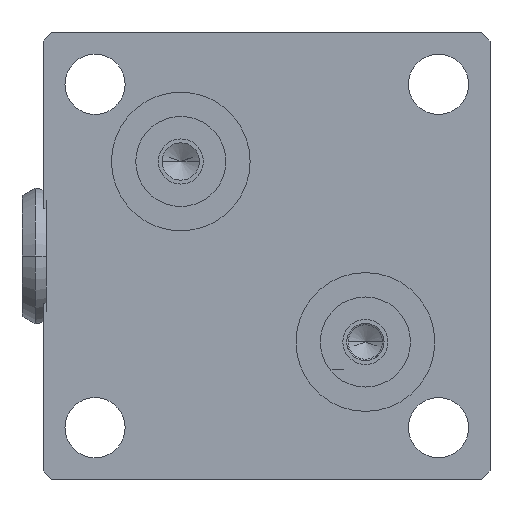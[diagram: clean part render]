
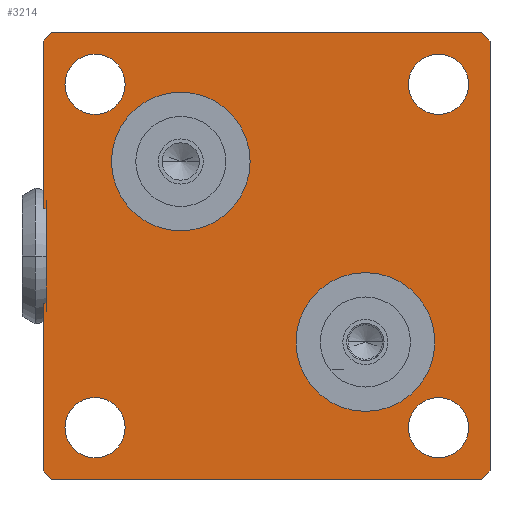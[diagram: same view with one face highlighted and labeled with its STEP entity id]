
A CAD part, front view. The second image highlights one B-rep face of the part: STEP entity #3214.
In plain terms, the highlighted planar face has unit normal (0, -1, 0).
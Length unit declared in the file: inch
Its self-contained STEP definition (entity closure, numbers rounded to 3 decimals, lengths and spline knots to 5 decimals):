
#69=DIRECTION('',(1.,0.,0.));
#70=VECTOR('',#69,1.565);
#71=CARTESIAN_POINT('',(-0.7825,-0.656,-0.8125));
#72=LINE('',#71,#70);
#119=DIRECTION('',(0.,0.,-1.));
#120=VECTOR('',#119,0.61115);
#121=CARTESIAN_POINT('',(-0.8125,-0.656,-0.17135));
#122=LINE('',#121,#120);
#167=DIRECTION('',(0.,0.,-1.));
#168=VECTOR('',#167,0.61015);
#169=CARTESIAN_POINT('',(-0.8125,-0.656,0.7825));
#170=LINE('',#169,#168);
#181=CARTESIAN_POINT('',(-0.625,-0.656,-0.625));
#182=DIRECTION('',(0.,1.,0.));
#183=DIRECTION('',(1.,0.,0.));
#184=AXIS2_PLACEMENT_3D('',#181,#182,#183);
#186=CARTESIAN_POINT('',(-0.625,-0.656,-0.625));
#187=DIRECTION('',(0.,1.,0.));
#188=DIRECTION('',(-1.,0.,0.));
#189=AXIS2_PLACEMENT_3D('',#186,#187,#188);
#191=CARTESIAN_POINT('',(-0.625,-0.656,0.625));
#192=DIRECTION('',(0.,1.,0.));
#193=DIRECTION('',(1.,0.,0.));
#194=AXIS2_PLACEMENT_3D('',#191,#192,#193);
#196=CARTESIAN_POINT('',(-0.625,-0.656,0.625));
#197=DIRECTION('',(0.,1.,0.));
#198=DIRECTION('',(-1.,0.,0.));
#199=AXIS2_PLACEMENT_3D('',#196,#197,#198);
#201=CARTESIAN_POINT('',(0.625,-0.656,0.625));
#202=DIRECTION('',(0.,1.,0.));
#203=DIRECTION('',(1.,0.,0.));
#204=AXIS2_PLACEMENT_3D('',#201,#202,#203);
#206=CARTESIAN_POINT('',(0.625,-0.656,0.625));
#207=DIRECTION('',(0.,1.,0.));
#208=DIRECTION('',(-1.,0.,0.));
#209=AXIS2_PLACEMENT_3D('',#206,#207,#208);
#211=CARTESIAN_POINT('',(0.625,-0.656,-0.625));
#212=DIRECTION('',(0.,1.,0.));
#213=DIRECTION('',(1.,0.,0.));
#214=AXIS2_PLACEMENT_3D('',#211,#212,#213);
#216=CARTESIAN_POINT('',(0.625,-0.656,-0.625));
#217=DIRECTION('',(0.,1.,0.));
#218=DIRECTION('',(-1.,0.,0.));
#219=AXIS2_PLACEMENT_3D('',#216,#217,#218);
#221=DIRECTION('',(0.,0.,-1.));
#222=VECTOR('',#221,0.34369);
#223=CARTESIAN_POINT('',(-0.8025,-0.656,0.17235));
#224=LINE('',#223,#222);
#225=DIRECTION('',(-1.,0.,0.));
#226=VECTOR('',#225,0.01);
#227=CARTESIAN_POINT('',(-0.8025,-0.656,0.17235));
#228=LINE('',#227,#226);
#229=DIRECTION('',(-0.707,0.,-0.707));
#230=VECTOR('',#229,0.04243);
#231=CARTESIAN_POINT('',(-0.7825,-0.656,0.8125));
#232=LINE('',#231,#230);
#233=DIRECTION('',(1.,0.,0.));
#234=VECTOR('',#233,1.565);
#235=CARTESIAN_POINT('',(-0.7825,-0.656,0.8125));
#236=LINE('',#235,#234);
#237=DIRECTION('',(-0.707,0.,0.707));
#238=VECTOR('',#237,0.04243);
#239=CARTESIAN_POINT('',(0.8125,-0.656,0.7825));
#240=LINE('',#239,#238);
#241=DIRECTION('',(0.707,0.,0.707));
#242=VECTOR('',#241,0.04243);
#243=CARTESIAN_POINT('',(0.7825,-0.656,-0.8125));
#244=LINE('',#243,#242);
#245=DIRECTION('',(0.707,0.,-0.707));
#246=VECTOR('',#245,0.04243);
#247=CARTESIAN_POINT('',(-0.8125,-0.656,-0.7825));
#248=LINE('',#247,#246);
#249=DIRECTION('',(-1.,0.,0.));
#250=VECTOR('',#249,0.01);
#251=CARTESIAN_POINT('',(-0.8025,-0.656,-0.17135));
#252=LINE('',#251,#250);
#253=CARTESIAN_POINT('',(-0.313,-0.656,0.344));
#254=DIRECTION('',(0.,-1.,0.));
#255=DIRECTION('',(-1.,0.,0.));
#256=AXIS2_PLACEMENT_3D('',#253,#254,#255);
#258=CARTESIAN_POINT('',(-0.313,-0.656,0.344));
#259=DIRECTION('',(0.,-1.,0.));
#260=DIRECTION('',(1.,0.,0.));
#261=AXIS2_PLACEMENT_3D('',#258,#259,#260);
#263=CARTESIAN_POINT('',(0.359,-0.656,-0.313));
#264=DIRECTION('',(0.,-1.,0.));
#265=DIRECTION('',(-1.,0.,0.));
#266=AXIS2_PLACEMENT_3D('',#263,#264,#265);
#268=CARTESIAN_POINT('',(0.359,-0.656,-0.313));
#269=DIRECTION('',(0.,-1.,0.));
#270=DIRECTION('',(1.,0.,0.));
#271=AXIS2_PLACEMENT_3D('',#268,#269,#270);
#811=DIRECTION('',(0.,0.,-1.));
#812=VECTOR('',#811,1.565);
#813=CARTESIAN_POINT('',(0.8125,-0.656,0.7825));
#814=LINE('',#813,#812);
#2641=CARTESIAN_POINT('',(0.8125,-0.656,0.7825));
#2642=CARTESIAN_POINT('',(0.7825,-0.656,0.8125));
#2643=VERTEX_POINT('',#2641);
#2644=VERTEX_POINT('',#2642);
#2645=CARTESIAN_POINT('',(0.7825,-0.656,-0.8125));
#2646=CARTESIAN_POINT('',(0.8125,-0.656,-0.7825));
#2647=VERTEX_POINT('',#2645);
#2648=VERTEX_POINT('',#2646);
#2649=CARTESIAN_POINT('',(-0.7825,-0.656,0.8125));
#2650=CARTESIAN_POINT('',(-0.8125,-0.656,0.7825));
#2651=VERTEX_POINT('',#2649);
#2652=VERTEX_POINT('',#2650);
#2653=CARTESIAN_POINT('',(-0.8125,-0.656,-0.7825));
#2654=CARTESIAN_POINT('',(-0.7825,-0.656,-0.8125));
#2655=VERTEX_POINT('',#2653);
#2656=VERTEX_POINT('',#2654);
#2657=CARTESIAN_POINT('',(-0.5155,-0.656,-0.625));
#2658=CARTESIAN_POINT('',(-0.7345,-0.656,-0.625));
#2659=VERTEX_POINT('',#2657);
#2660=VERTEX_POINT('',#2658);
#2661=CARTESIAN_POINT('',(-0.5155,-0.656,0.625));
#2662=CARTESIAN_POINT('',(-0.7345,-0.656,0.625));
#2663=VERTEX_POINT('',#2661);
#2664=VERTEX_POINT('',#2662);
#2665=CARTESIAN_POINT('',(0.7345,-0.656,0.625));
#2666=CARTESIAN_POINT('',(0.5155,-0.656,0.625));
#2667=VERTEX_POINT('',#2665);
#2668=VERTEX_POINT('',#2666);
#2669=CARTESIAN_POINT('',(0.7345,-0.656,-0.625));
#2670=CARTESIAN_POINT('',(0.5155,-0.656,-0.625));
#2671=VERTEX_POINT('',#2669);
#2672=VERTEX_POINT('',#2670);
#2783=CARTESIAN_POINT('',(-0.8025,-0.656,0.17235));
#2784=CARTESIAN_POINT('',(-0.8025,-0.656,-0.17135));
#2785=VERTEX_POINT('',#2783);
#2786=VERTEX_POINT('',#2784);
#2787=CARTESIAN_POINT('',(-0.8125,-0.656,-0.17135));
#2788=VERTEX_POINT('',#2787);
#2789=CARTESIAN_POINT('',(-0.8125,-0.656,0.17235));
#2790=VERTEX_POINT('',#2789);
#2805=CARTESIAN_POINT('',(-0.5655,-0.656,0.344));
#2806=VERTEX_POINT('',#2805);
#2807=CARTESIAN_POINT('',(-0.0605,-0.656,0.344));
#2808=VERTEX_POINT('',#2807);
#2837=CARTESIAN_POINT('',(0.1065,-0.656,-0.313));
#2838=VERTEX_POINT('',#2837);
#2839=CARTESIAN_POINT('',(0.6115,-0.656,-0.313));
#2840=VERTEX_POINT('',#2839);
#3153=CARTESIAN_POINT('',(-0.8125,-0.656,0.8125));
#3154=DIRECTION('',(0.,-1.,0.));
#3155=DIRECTION('',(0.,0.,-1.));
#3156=AXIS2_PLACEMENT_3D('',#3153,#3154,#3155);
#3157=PLANE('',#3156);
#3159=ORIENTED_EDGE('',*,*,#3158,.F.);
#3160=ORIENTED_EDGE('',*,*,#3144,.T.);
#3161=ORIENTED_EDGE('',*,*,#3133,.F.);
#3163=ORIENTED_EDGE('',*,*,#3162,.F.);
#3165=ORIENTED_EDGE('',*,*,#3164,.T.);
#3167=ORIENTED_EDGE('',*,*,#3166,.F.);
#3169=ORIENTED_EDGE('',*,*,#3168,.T.);
#3171=ORIENTED_EDGE('',*,*,#3170,.F.);
#3172=ORIENTED_EDGE('',*,*,#3079,.F.);
#3173=ORIENTED_EDGE('',*,*,#3106,.F.);
#3174=ORIENTED_EDGE('',*,*,#3119,.F.);
#3175=ORIENTED_EDGE('',*,*,#3148,.F.);
#3176=EDGE_LOOP('',(#3159,#3160,#3161,#3163,#3165,#3167,#3169,#3171,#3172,#3173,
#3174,#3175));
#3177=FACE_OUTER_BOUND('',#3176,.F.);
#3179=ORIENTED_EDGE('',*,*,#3178,.F.);
#3181=ORIENTED_EDGE('',*,*,#3180,.F.);
#3182=EDGE_LOOP('',(#3179,#3181));
#3183=FACE_BOUND('',#3182,.F.);
#3185=ORIENTED_EDGE('',*,*,#3184,.F.);
#3187=ORIENTED_EDGE('',*,*,#3186,.F.);
#3188=EDGE_LOOP('',(#3185,#3187));
#3189=FACE_BOUND('',#3188,.F.);
#3191=ORIENTED_EDGE('',*,*,#3190,.F.);
#3193=ORIENTED_EDGE('',*,*,#3192,.F.);
#3194=EDGE_LOOP('',(#3191,#3193));
#3195=FACE_BOUND('',#3194,.F.);
#3197=ORIENTED_EDGE('',*,*,#3196,.F.);
#3199=ORIENTED_EDGE('',*,*,#3198,.F.);
#3200=EDGE_LOOP('',(#3197,#3199));
#3201=FACE_BOUND('',#3200,.F.);
#3203=ORIENTED_EDGE('',*,*,#3202,.T.);
#3205=ORIENTED_EDGE('',*,*,#3204,.T.);
#3206=EDGE_LOOP('',(#3203,#3205));
#3207=FACE_BOUND('',#3206,.F.);
#3209=ORIENTED_EDGE('',*,*,#3208,.T.);
#3211=ORIENTED_EDGE('',*,*,#3210,.T.);
#3212=EDGE_LOOP('',(#3209,#3211));
#3213=FACE_BOUND('',#3212,.F.);
#3214=ADVANCED_FACE('',(#3177,#3183,#3189,#3195,#3201,#3207,#3213),#3157,.T.);
#185=CIRCLE('',#184,0.1095);
#190=CIRCLE('',#189,0.1095);
#195=CIRCLE('',#194,0.1095);
#200=CIRCLE('',#199,0.1095);
#205=CIRCLE('',#204,0.1095);
#210=CIRCLE('',#209,0.1095);
#215=CIRCLE('',#214,0.1095);
#220=CIRCLE('',#219,0.1095);
#257=CIRCLE('',#256,0.2525);
#262=CIRCLE('',#261,0.2525);
#267=CIRCLE('',#266,0.2525);
#272=CIRCLE('',#271,0.2525);
#3079=EDGE_CURVE('',#2656,#2647,#72,.T.);
#3106=EDGE_CURVE('',#2655,#2656,#248,.T.);
#3119=EDGE_CURVE('',#2788,#2655,#122,.T.);
#3133=EDGE_CURVE('',#2652,#2790,#170,.T.);
#3144=EDGE_CURVE('',#2785,#2790,#228,.T.);
#3148=EDGE_CURVE('',#2786,#2788,#252,.T.);
#3158=EDGE_CURVE('',#2785,#2786,#224,.T.);
#3162=EDGE_CURVE('',#2651,#2652,#232,.T.);
#3164=EDGE_CURVE('',#2651,#2644,#236,.T.);
#3166=EDGE_CURVE('',#2643,#2644,#240,.T.);
#3168=EDGE_CURVE('',#2643,#2648,#814,.T.);
#3170=EDGE_CURVE('',#2647,#2648,#244,.T.);
#3178=EDGE_CURVE('',#2663,#2664,#195,.T.);
#3180=EDGE_CURVE('',#2664,#2663,#200,.T.);
#3184=EDGE_CURVE('',#2667,#2668,#205,.T.);
#3186=EDGE_CURVE('',#2668,#2667,#210,.T.);
#3190=EDGE_CURVE('',#2671,#2672,#215,.T.);
#3192=EDGE_CURVE('',#2672,#2671,#220,.T.);
#3196=EDGE_CURVE('',#2659,#2660,#185,.T.);
#3198=EDGE_CURVE('',#2660,#2659,#190,.T.);
#3202=EDGE_CURVE('',#2806,#2808,#257,.T.);
#3204=EDGE_CURVE('',#2808,#2806,#262,.T.);
#3208=EDGE_CURVE('',#2838,#2840,#267,.T.);
#3210=EDGE_CURVE('',#2840,#2838,#272,.T.);
